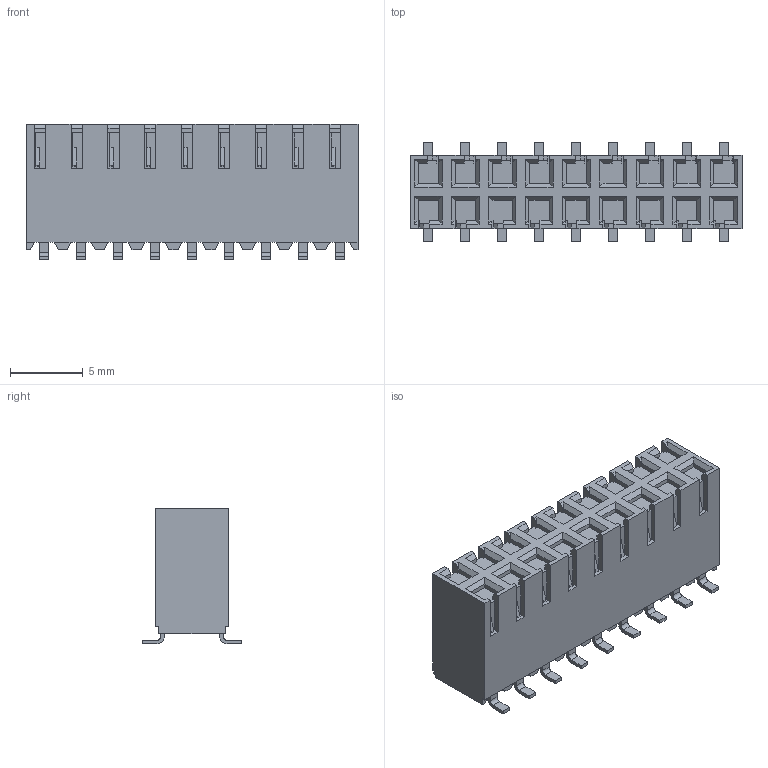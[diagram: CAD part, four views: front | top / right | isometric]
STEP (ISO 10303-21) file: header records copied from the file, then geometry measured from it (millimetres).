
FILE_DESCRIPTION((''),'2;1');
FILE_NAME('015453118','2016-12-06T',('ksrinivasara'),(''),'PRO/ENGINEER BY PARAMETRIC TECHNOLOGY CORPORATION, 2012310','PRO/ENGINEER BY PARAMETRIC TECHNOLOGY CORPORATION, 2012310','');
FILE_SCHEMA(('CONFIG_CONTROL_DESIGN'));
Length unit declared in the file: inch
Products named in the file (1): 015453118
Bounding box: 22.83 x 6.76 x 9.35 mm (x, y, z)
Volume: 920.1 mm3; surface area: 907.6 mm2
Topology: 1 solids, 1 shells, 594 faces, 1680 edges, 1114 vertices
Faces by surface type: plane 549, cylinder 36, bspline 9
Entity records: 18903 total; most frequent: CARTESIAN_POINT 3524, ORIENTED_EDGE 3216, DIRECTION 2924, VECTOR 1608, LINE 1608, EDGE_CURVE 1608, VERTEX_POINT 1042, AXIS2_PLACEMENT_3D 658
